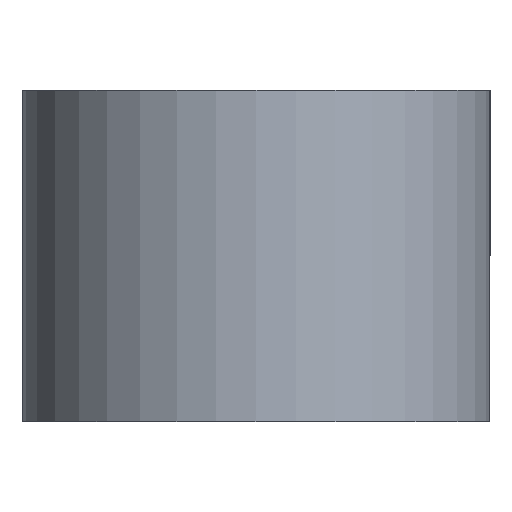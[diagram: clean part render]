
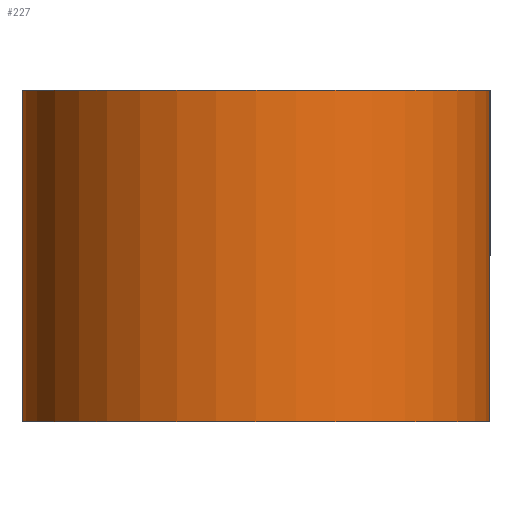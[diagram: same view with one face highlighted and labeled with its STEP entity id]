
A CAD part, left-side view. The second image highlights one B-rep face of the part: STEP entity #227.
In plain terms, the highlighted cylindrical face has radius 3.529 mm (diameter 7.058 mm), a partial arc.
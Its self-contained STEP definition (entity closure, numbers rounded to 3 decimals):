
#26=CYLINDRICAL_SURFACE('',#269,3.529);
#41=FACE_OUTER_BOUND('',#55,.T.);
#55=EDGE_LOOP('',(#199,#200,#201,#202));
#62=LINE('',#377,#76);
#72=LINE('',#408,#86);
#76=VECTOR('',#302,10.);
#86=VECTOR('',#338,5.);
#90=CIRCLE('',#248,3.529);
#102=CIRCLE('',#270,3.529);
#107=VERTEX_POINT('',#359);
#108=VERTEX_POINT('',#361);
#114=VERTEX_POINT('',#375);
#122=VERTEX_POINT('',#407);
#127=EDGE_CURVE('',#107,#108,#90,.T.);
#135=EDGE_CURVE('',#114,#107,#62,.T.);
#150=EDGE_CURVE('',#122,#108,#72,.T.);
#152=EDGE_CURVE('',#122,#114,#102,.T.);
#199=ORIENTED_EDGE('',*,*,#135,.F.);
#200=ORIENTED_EDGE('',*,*,#152,.F.);
#201=ORIENTED_EDGE('',*,*,#150,.T.);
#202=ORIENTED_EDGE('',*,*,#127,.F.);
#227=ADVANCED_FACE('',(#41),#26,.T.);
#248=AXIS2_PLACEMENT_3D('',#362,#286,#287);
#269=AXIS2_PLACEMENT_3D('',#410,#341,#342);
#270=AXIS2_PLACEMENT_3D('',#411,#343,#344);
#286=DIRECTION('center_axis',(0.,-1.,0.));
#287=DIRECTION('ref_axis',(0.,0.,1.));
#302=DIRECTION('',(0.,-1.,0.));
#338=DIRECTION('',(0.,-1.,0.));
#341=DIRECTION('center_axis',(0.,-1.,0.));
#342=DIRECTION('ref_axis',(-1.,0.,0.));
#343=DIRECTION('center_axis',(0.,1.,0.));
#344=DIRECTION('ref_axis',(0.,0.,1.));
#359=CARTESIAN_POINT('',(22.401,-8.058,6.889));
#361=CARTESIAN_POINT('',(22.401,-8.058,1.344));
#362=CARTESIAN_POINT('Origin',(20.218,-8.058,4.116));
#375=CARTESIAN_POINT('',(22.401,-3.058,6.889));
#377=CARTESIAN_POINT('',(22.401,-5.558,6.889));
#407=CARTESIAN_POINT('',(22.401,-3.058,1.344));
#408=CARTESIAN_POINT('',(22.401,-3.058,1.344));
#410=CARTESIAN_POINT('Origin',(20.218,-3.058,4.116));
#411=CARTESIAN_POINT('Origin',(20.218,-3.058,4.116));
